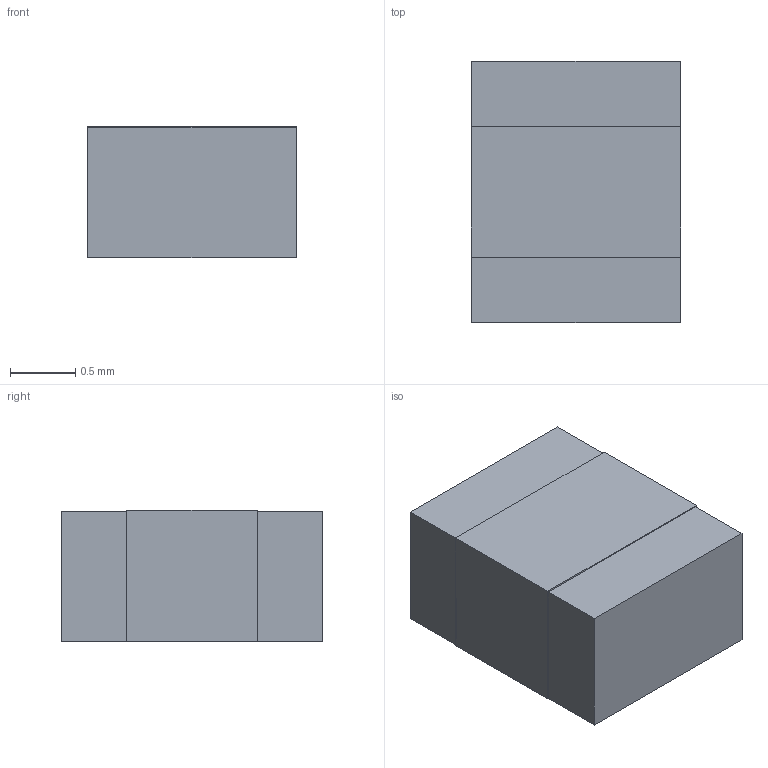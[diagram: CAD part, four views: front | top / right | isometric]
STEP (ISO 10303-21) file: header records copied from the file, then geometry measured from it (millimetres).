
FILE_DESCRIPTION(('FreeCAD Model'),'2;1');
FILE_NAME('Open CASCADE Shape Model','2022-01-30T20:51:51',(''),(''), 'Open CASCADE STEP processor 7.5','FreeCAD','Unknown');
FILE_SCHEMA(('AUTOMOTIVE_DESIGN { 1 0 10303 214 1 1 1 1 }'));
Length unit declared in the file: millimetre
Products named in the file (1): Fusion001
Bounding box: 1.61 x 2 x 1.01 mm (x, y, z)
Volume: 3.2 mm3; surface area: 13.7 mm2
Topology: 1 solids, 1 shells, 18 faces, 40 edges, 24 vertices
Faces by surface type: plane 18
Entity records: 559 total; most frequent: CARTESIAN_POINT 83, ORIENTED_EDGE 80, DIRECTION 78, EDGE_CURVE 40, LINE 40, VECTOR 40, VERTEX_POINT 24, AXIS2_PLACEMENT_3D 19
